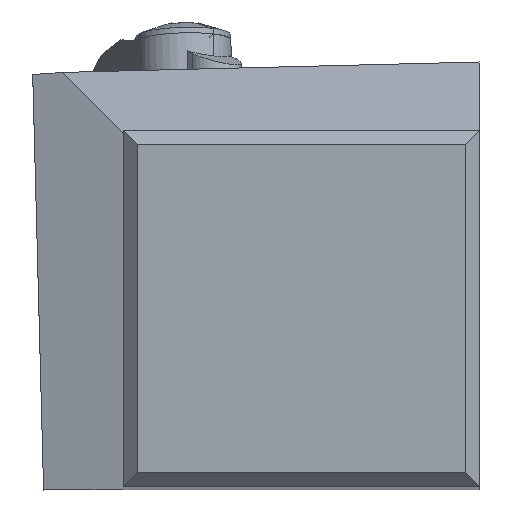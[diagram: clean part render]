
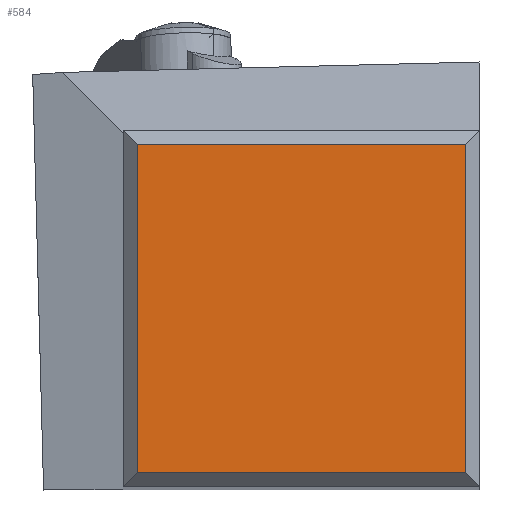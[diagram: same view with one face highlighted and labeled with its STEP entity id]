
A CAD part, top view. The second image highlights one B-rep face of the part: STEP entity #584.
In plain terms, the highlighted planar face has unit normal (0, 0, 1).
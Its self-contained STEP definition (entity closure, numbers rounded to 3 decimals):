
#403=FACE_OUTER_BOUND('',#928,.T.);
#584=ADVANCED_FACE('',(#403),#772,.T.);
#772=PLANE('',#3715);
#928=EDGE_LOOP('',(#1248,#1249,#1250,#1251));
#1248=ORIENTED_EDGE('',*,*,#2569,.F.);
#1249=ORIENTED_EDGE('',*,*,#2567,.T.);
#1250=ORIENTED_EDGE('',*,*,#2565,.F.);
#1251=ORIENTED_EDGE('',*,*,#2572,.F.);
#2195=VERTEX_POINT('',#5403);
#2196=VERTEX_POINT('',#5405);
#2197=VERTEX_POINT('',#5409);
#2198=VERTEX_POINT('',#5413);
#2565=EDGE_CURVE('',#2195,#2196,#3072,.T.);
#2567=EDGE_CURVE('',#2197,#2196,#3074,.T.);
#2569=EDGE_CURVE('',#2197,#2198,#3076,.T.);
#2572=EDGE_CURVE('',#2198,#2195,#3079,.T.);
#3072=LINE('',#5404,#3339);
#3074=LINE('',#5408,#3341);
#3076=LINE('',#5412,#3343);
#3079=LINE('',#5417,#3346);
#3339=VECTOR('',#4265,1.);
#3341=VECTOR('',#4269,1.);
#3343=VECTOR('',#4273,1.);
#3346=VECTOR('',#4278,1.);
#3715=AXIS2_PLACEMENT_3D('',#5419,#4281,#4282);
#4265=DIRECTION('',(1.,0.,0.));
#4269=DIRECTION('',(0.,1.,0.));
#4273=DIRECTION('',(-1.,0.,0.));
#4278=DIRECTION('',(0.,1.,0.));
#4281=DIRECTION('',(0.,0.,1.));
#4282=DIRECTION('',(-1.,0.,0.));
#5403=CARTESIAN_POINT('',(-24.4,24.4,0.));
#5404=CARTESIAN_POINT('',(-24.4,24.4,0.));
#5405=CARTESIAN_POINT('',(-1.,24.4,0.));
#5408=CARTESIAN_POINT('',(-1.,1.,0.));
#5409=CARTESIAN_POINT('',(-1.,1.,0.));
#5412=CARTESIAN_POINT('',(-1.,1.,0.));
#5413=CARTESIAN_POINT('',(-24.4,1.,0.));
#5417=CARTESIAN_POINT('',(-24.4,1.,0.));
#5419=CARTESIAN_POINT('',(-12.7,12.7,0.));
